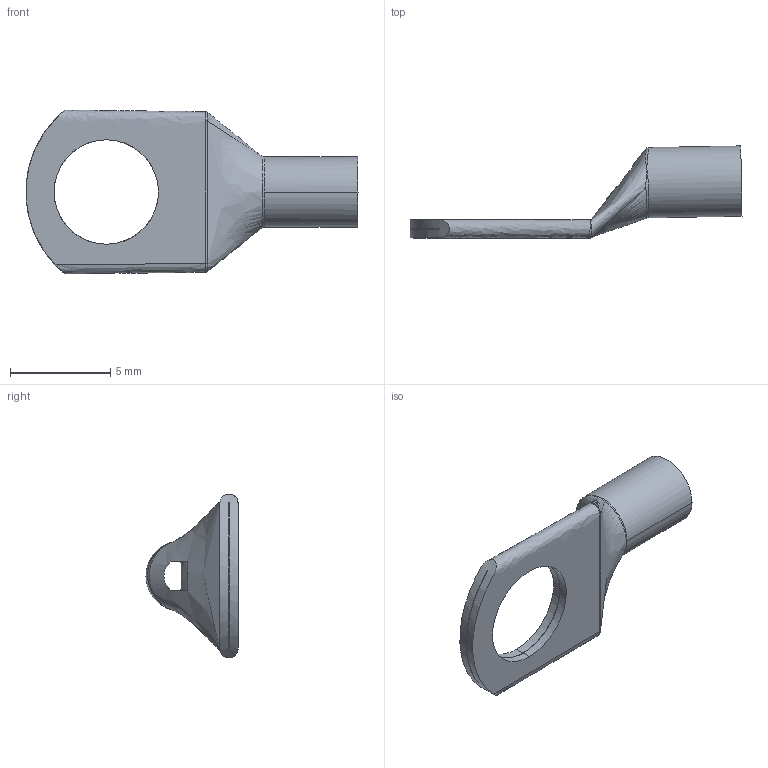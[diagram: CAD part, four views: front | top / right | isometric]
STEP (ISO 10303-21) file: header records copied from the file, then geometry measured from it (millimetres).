
FILE_DESCRIPTION (( 'STEP AP203' ), '1' );
FILE_NAME ('011251.STEP', '2024-04-04T15:30:53', ( '' ), ( '' ), 'SwSTEP 2.0', 'SolidWorks 2022', '' );
FILE_SCHEMA (( 'CONFIG_CONTROL_DESIGN' ));
Length unit declared in the file: millimetre
Products named in the file (1): 011251
Bounding box: 16.53 x 4.58 x 8.16 mm (x, y, z)
Volume: 91.8 mm3; surface area: 372.4 mm2
Topology: 1 solids, 1 shells, 30 faces, 104 edges, 72 vertices
Faces by surface type: bspline 17, cylinder 9, plane 4
Entity records: 2697 total; most frequent: CARTESIAN_POINT 1878, ORIENTED_EDGE 202, EDGE_CURVE 101, DIRECTION 86, VERTEX_POINT 72, B_SPLINE_CURVE_WITH_KNOTS 64, EDGE_LOOP 37, AXIS2_PLACEMENT_3D 35
